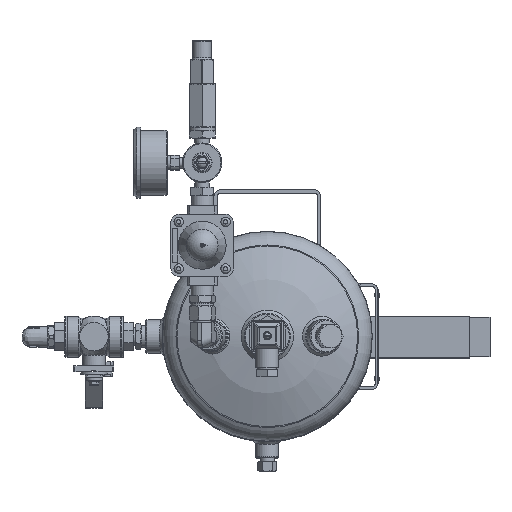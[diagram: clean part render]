
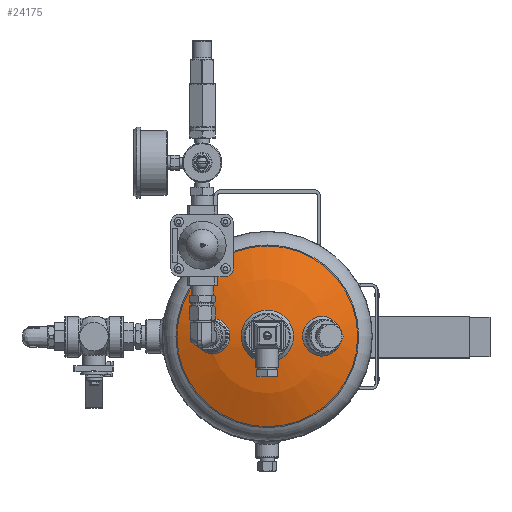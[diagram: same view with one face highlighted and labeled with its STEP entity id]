
A CAD part, top view. The second image highlights one B-rep face of the part: STEP entity #24175.
In plain terms, the highlighted spherical face has radius 202.3 mm.
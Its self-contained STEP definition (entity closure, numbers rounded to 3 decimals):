
#230=SPHERICAL_SURFACE('',#32434,202.3);
#5632=ORIENTED_EDGE('',*,*,#12202,.T.);
#5633=ORIENTED_EDGE('',*,*,#12206,.T.);
#5634=ORIENTED_EDGE('',*,*,#12207,.F.);
#5635=ORIENTED_EDGE('',*,*,#12208,.F.);
#12202=EDGE_CURVE('',#15563,#15563,#17863,.T.);
#12206=EDGE_CURVE('',#15567,#15567,#17867,.T.);
#12207=EDGE_CURVE('',#15568,#15568,#17868,.T.);
#12208=EDGE_CURVE('',#15569,#15569,#17869,.F.);
#15563=VERTEX_POINT('',#42436);
#15567=VERTEX_POINT('',#42446);
#15568=VERTEX_POINT('',#42448);
#15569=VERTEX_POINT('',#42450);
#17863=CIRCLE('',#32429,15.);
#17867=CIRCLE('',#32435,15.);
#17868=CIRCLE('',#32436,87.326);
#17869=CIRCLE('',#32437,20.);
#19127=EDGE_LOOP('',(#5632));
#19128=EDGE_LOOP('',(#5633));
#19129=EDGE_LOOP('',(#5634));
#19130=EDGE_LOOP('',(#5635));
#21495=FACE_BOUND('',#19127,.T.);
#21496=FACE_BOUND('',#19128,.T.);
#21497=FACE_BOUND('',#19129,.T.);
#21498=FACE_BOUND('',#19130,.T.);
#24175=ADVANCED_FACE('',(#21495,#21496,#21497,#21498),#230,.T.);
#32429=AXIS2_PLACEMENT_3D('',#42435,#35559,#35560);
#32434=AXIS2_PLACEMENT_3D('',#42444,#35569,#35570);
#32435=AXIS2_PLACEMENT_3D('',#42445,#35571,#35572);
#32436=AXIS2_PLACEMENT_3D('',#42447,#35573,#35574);
#32437=AXIS2_PLACEMENT_3D('',#42449,#35575,#35576);
#35559=DIRECTION('',(0.259,0.,-0.966));
#35560=DIRECTION('',(0.966,0.,0.259));
#35569=DIRECTION('',(0.,0.,-1.));
#35570=DIRECTION('',(1.,0.,0.));
#35571=DIRECTION('',(-0.259,0.,-0.966));
#35572=DIRECTION('',(-0.966,0.,0.259));
#35573=DIRECTION('',(0.,0.,-1.));
#35574=DIRECTION('',(-1.,0.,0.));
#35575=DIRECTION('',(0.,0.,-1.));
#35576=DIRECTION('',(-1.,0.,0.));
#42435=CARTESIAN_POINT('',(-52.215,0.,46.028));
#42436=CARTESIAN_POINT('',(-37.726,0.,49.911));
#42444=CARTESIAN_POINT('',(0.,0.,-148.841));
#42445=CARTESIAN_POINT('',(52.215,0.,46.028));
#42446=CARTESIAN_POINT('',(37.726,0.,49.911));
#42447=CARTESIAN_POINT('',(0.,0.,33.641));
#42448=CARTESIAN_POINT('',(-87.326,0.,33.641));
#42449=CARTESIAN_POINT('',(0.,0.,52.468));
#42450=CARTESIAN_POINT('',(-20.,0.,52.468));
